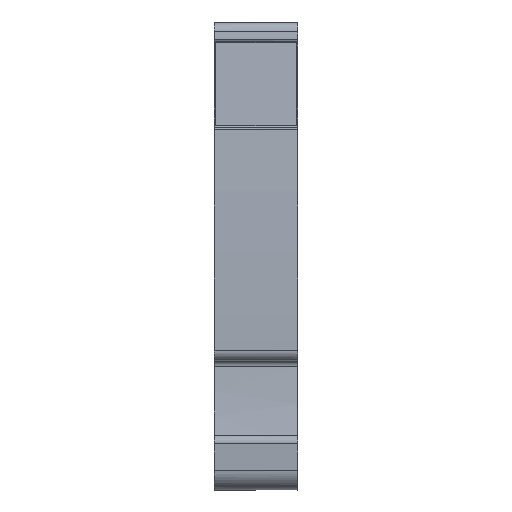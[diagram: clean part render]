
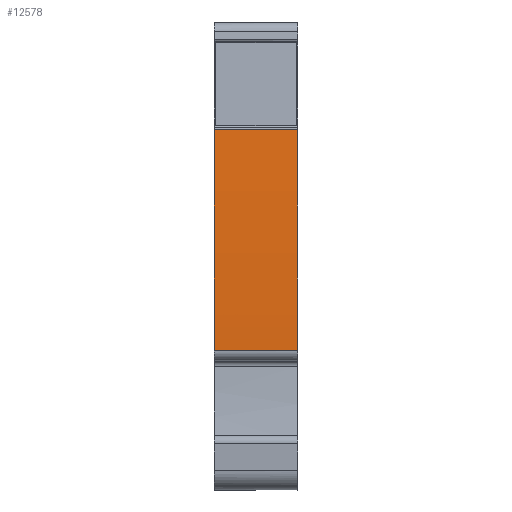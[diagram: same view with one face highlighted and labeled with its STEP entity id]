
A CAD part, front view. The second image highlights one B-rep face of the part: STEP entity #12578.
In plain terms, the highlighted cylindrical face has radius 250 mm (diameter 500 mm), a partial arc.
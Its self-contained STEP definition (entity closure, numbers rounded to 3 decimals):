
#12535=AXIS2_PLACEMENT_3D('Cylinder Axis2P3D',#12532,#12533,#12534) ;
#12548=AXIS2_PLACEMENT_3D('Circle Axis2P3D',#12546,#12547,$) ;
#12555=AXIS2_PLACEMENT_3D('Circle Axis2P3D',#12553,#12554,$) ;
#12560=AXIS2_PLACEMENT_3D('Circle Axis2P3D',#12558,#12559,$) ;
#12567=AXIS2_PLACEMENT_3D('Circle Axis2P3D',#12565,#12566,$) ;
#12504=CARTESIAN_POINT('Line Origine',(4.05,1.529,13.45)) ;
#12508=CARTESIAN_POINT('Vertex',(8.05,1.529,13.45)) ;
#12510=CARTESIAN_POINT('Vertex',(0.,1.529,13.45)) ;
#12532=CARTESIAN_POINT('Axis2P3D Location',(4.05,251.503,17.05)) ;
#12537=CARTESIAN_POINT('Line Origine',(3.44,2.138,34.861)) ;
#12541=CARTESIAN_POINT('Vertex',(8.05,2.138,34.861)) ;
#12543=CARTESIAN_POINT('Vertex',(0.,2.138,34.861)) ;
#12546=CARTESIAN_POINT('Axis2P3D Location',(0.,251.503,17.05)) ;
#12550=CARTESIAN_POINT('Vertex',(0.,1.503,16.95)) ;
#12553=CARTESIAN_POINT('Axis2P3D Location',(0.,251.503,17.05)) ;
#12558=CARTESIAN_POINT('Axis2P3D Location',(8.05,251.503,17.05)) ;
#12562=CARTESIAN_POINT('Vertex',(8.05,1.503,16.95)) ;
#12565=CARTESIAN_POINT('Axis2P3D Location',(8.05,251.503,17.05)) ;
#12505=DIRECTION('Vector Direction',(1.,0.,0.)) ;
#12533=DIRECTION('Axis2P3D Direction',(1.,0.,0.)) ;
#12534=DIRECTION('Axis2P3D XDirection',(0.,-0.994,0.109)) ;
#12538=DIRECTION('Vector Direction',(1.,0.,0.)) ;
#12547=DIRECTION('Axis2P3D Direction',(1.,0.,0.)) ;
#12554=DIRECTION('Axis2P3D Direction',(1.,0.,0.)) ;
#12559=DIRECTION('Axis2P3D Direction',(1.,0.,0.)) ;
#12566=DIRECTION('Axis2P3D Direction',(1.,0.,0.)) ;
#12506=VECTOR('Line Direction',#12505,1.) ;
#12539=VECTOR('Line Direction',#12538,1.) ;
#12571=ORIENTED_EDGE('',*,*,#12545,.T.) ;
#12572=ORIENTED_EDGE('',*,*,#12552,.T.) ;
#12573=ORIENTED_EDGE('',*,*,#12557,.T.) ;
#12574=ORIENTED_EDGE('',*,*,#12512,.F.) ;
#12575=ORIENTED_EDGE('',*,*,#12564,.T.) ;
#12576=ORIENTED_EDGE('',*,*,#12569,.T.) ;
#12578=ADVANCED_FACE('MLD_1',(#12577),#12536,.T.) ;
#12549=CIRCLE('generated circle',#12548,250.) ;
#12556=CIRCLE('generated circle',#12555,250.) ;
#12561=CIRCLE('generated circle',#12560,250.) ;
#12568=CIRCLE('generated circle',#12567,250.) ;
#12536=CYLINDRICAL_SURFACE('generated cylinder',#12535,250.) ;
#12512=EDGE_CURVE('',#12509,#12511,#12507,.F.) ;
#12545=EDGE_CURVE('',#12542,#12544,#12540,.F.) ;
#12552=EDGE_CURVE('',#12544,#12551,#12549,.T.) ;
#12557=EDGE_CURVE('',#12551,#12511,#12556,.T.) ;
#12564=EDGE_CURVE('',#12509,#12563,#12561,.F.) ;
#12569=EDGE_CURVE('',#12563,#12542,#12568,.F.) ;
#12570=EDGE_LOOP('',(#12571,#12572,#12573,#12574,#12575,#12576)) ;
#12577=FACE_OUTER_BOUND('',#12570,.T.) ;
#12507=LINE('Line',#12504,#12506) ;
#12540=LINE('Line',#12537,#12539) ;
#12509=VERTEX_POINT('',#12508) ;
#12511=VERTEX_POINT('',#12510) ;
#12542=VERTEX_POINT('',#12541) ;
#12544=VERTEX_POINT('',#12543) ;
#12551=VERTEX_POINT('',#12550) ;
#12563=VERTEX_POINT('',#12562) ;
